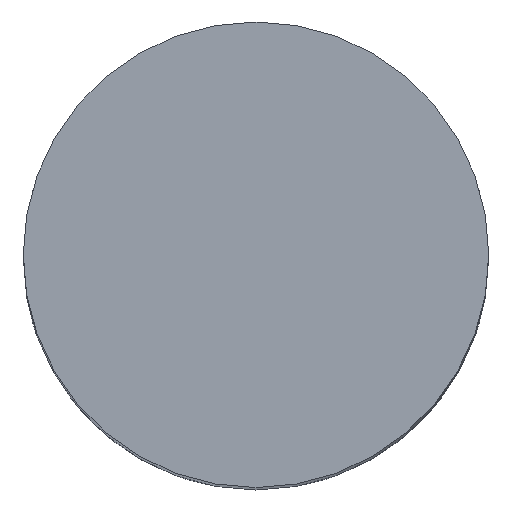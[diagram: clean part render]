
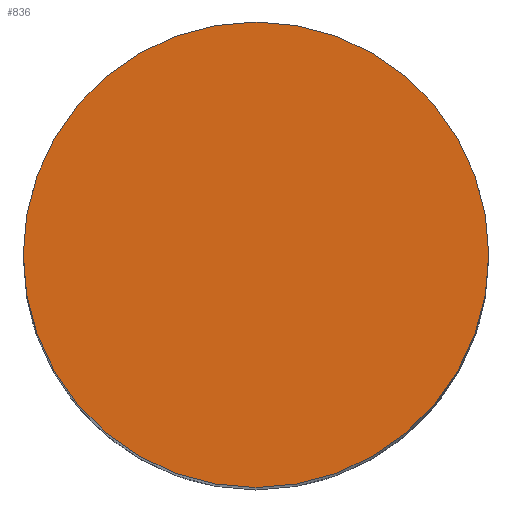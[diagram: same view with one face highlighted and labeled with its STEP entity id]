
A CAD part, top view. The second image highlights one B-rep face of the part: STEP entity #836.
In plain terms, the highlighted planar face has unit normal (0, 0, 1).
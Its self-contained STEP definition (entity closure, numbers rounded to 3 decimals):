
#137 = DIRECTION ( 'NONE',  ( 0., 0., -1. ) ) ;
#206 = DIRECTION ( 'NONE',  ( 0., 0., 1. ) ) ;
#472 = CIRCLE ( 'NONE', #2111, 25. ) ;
#836 = ADVANCED_FACE ( 'NONE', ( #4138 ), #4110, .T. ) ;
#837 = EDGE_CURVE ( 'NONE', #1540, #1399, #1427, .T. ) ;
#1399 = VERTEX_POINT ( 'NONE', #3295 ) ;
#1415 = ORIENTED_EDGE ( 'NONE', *, *, #837, .F. ) ;
#1427 = CIRCLE ( 'NONE', #3287, 25. ) ;
#1540 = VERTEX_POINT ( 'NONE', #3403 ) ;
#1666 = DIRECTION ( 'NONE',  ( 0., 0., -1. ) ) ;
#2111 = AXIS2_PLACEMENT_3D ( 'NONE', #2294, #137, #2661 ) ;
#2294 = CARTESIAN_POINT ( 'NONE',  ( 0., 0., 150. ) ) ;
#2661 = DIRECTION ( 'NONE',  ( -1., 0., 0. ) ) ;
#2739 = DIRECTION ( 'NONE',  ( 1., 0., 0. ) ) ;
#3121 = EDGE_LOOP ( 'NONE', ( #4238, #1415 ) ) ;
#3287 = AXIS2_PLACEMENT_3D ( 'NONE', #3786, #1666, #4128 ) ;
#3295 = CARTESIAN_POINT ( 'NONE',  ( -25., 0., 150. ) ) ;
#3403 = CARTESIAN_POINT ( 'NONE',  ( 25., 0., 150. ) ) ;
#3409 = CARTESIAN_POINT ( 'NONE',  ( 0., 25., 150. ) ) ;
#3539 = AXIS2_PLACEMENT_3D ( 'NONE', #3409, #206, #2739 ) ;
#3786 = CARTESIAN_POINT ( 'NONE',  ( 0., 0., 150. ) ) ;
#4110 = PLANE ( 'NONE',  #3539 ) ;
#4128 = DIRECTION ( 'NONE',  ( -1., 0., 0. ) ) ;
#4138 = FACE_OUTER_BOUND ( 'NONE', #3121, .T. ) ;
#4238 = ORIENTED_EDGE ( 'NONE', *, *, #4248, .F. ) ;
#4248 = EDGE_CURVE ( 'NONE', #1399, #1540, #472, .T. ) ;
